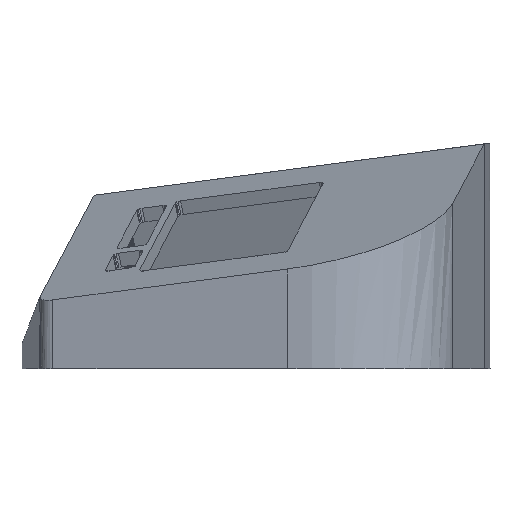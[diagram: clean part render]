
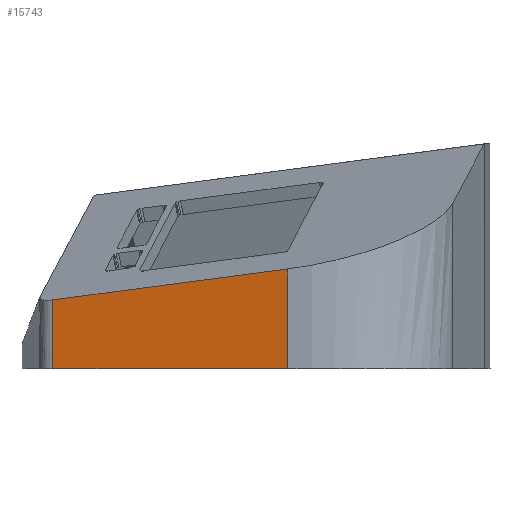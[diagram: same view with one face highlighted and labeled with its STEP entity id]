
A CAD part, left-side view. The second image highlights one B-rep face of the part: STEP entity #15743.
In plain terms, the highlighted planar face has unit normal (-0.974, 0.227, 0).
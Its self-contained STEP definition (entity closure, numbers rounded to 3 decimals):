
#74 = PLANE('',#75);
#75 = AXIS2_PLACEMENT_3D('',#76,#77,#78);
#76 = CARTESIAN_POINT('',(-400.,-321.738,42.054));
#77 = DIRECTION('',(0.,0.,1.));
#78 = DIRECTION('',(1.,0.,0.));
#4784 = VERTEX_POINT('',#4785);
#4785 = CARTESIAN_POINT('',(-191.219,25.612,
    42.054));
#4839 = SURFACE_OF_LINEAR_EXTRUSION('',#4840,#4845);
#4840 = CIRCLE('',#4841,10.);
#4841 = AXIS2_PLACEMENT_3D('',#4842,#4843,#4844);
#4842 = CARTESIAN_POINT('',(-181.926,23.877,
    -61.787));
#4843 = DIRECTION('',(0.293,-0.192,-0.937));
#4844 = DIRECTION('',(-0.929,0.173,-0.326));
#4845 = VECTOR('',#4846,1.);
#4846 = DIRECTION('',(0.,0.,1.));
#4874 = EDGE_CURVE('',#4784,#4875,#4877,.T.);
#4875 = VERTEX_POINT('',#4876);
#4876 = CARTESIAN_POINT('',(-225.201,-120.321,
    42.054));
#4877 = SURFACE_CURVE('',#4878,(#4882,#4888),.PCURVE_S1.);
#4878 = LINE('',#4879,#4880);
#4879 = CARTESIAN_POINT('',(-243.446,-198.672,
    42.054));
#4880 = VECTOR('',#4881,1.);
#4881 = DIRECTION('',(-0.227,-0.974,0.));
#4882 = PCURVE('',#74,#4883);
#4883 = DEFINITIONAL_REPRESENTATION('',(#4884),#4887);
#4884 = B_SPLINE_CURVE_WITH_KNOTS('',1,(#4885,#4886),.UNSPECIFIED.,.F.,
  .F.,(2,2),(-261.17,-55.33),.PIECEWISE_BEZIER_KNOTS.);
#4885 = CARTESIAN_POINT('',(215.786,377.432));
#4886 = CARTESIAN_POINT('',(169.103,176.955));
#4887 = ( GEOMETRIC_REPRESENTATION_CONTEXT(2) 
PARAMETRIC_REPRESENTATION_CONTEXT() REPRESENTATION_CONTEXT('2D SPACE',''
  ) );
#4888 = PCURVE('',#4889,#4894);
#4889 = PLANE('',#4890);
#4890 = AXIS2_PLACEMENT_3D('',#4891,#4892,#4893);
#4891 = CARTESIAN_POINT('',(-208.21,-47.355,
    19.558));
#4892 = DIRECTION('',(0.974,-0.227,0.));
#4893 = DIRECTION('',(0.225,0.966,-0.127));
#4894 = DEFINITIONAL_REPRESENTATION('',(#4895),#4898);
#4895 = B_SPLINE_CURVE_WITH_KNOTS('',1,(#4896,#4897),.UNSPECIFIED.,.F.,
  .F.,(2,2),(-261.17,-55.33),.PIECEWISE_BEZIER_KNOTS.);
#4896 = CARTESIAN_POINT('',(102.085,35.77));
#4897 = CARTESIAN_POINT('',(-102.085,9.591));
#4898 = ( GEOMETRIC_REPRESENTATION_CONTEXT(2) 
PARAMETRIC_REPRESENTATION_CONTEXT() REPRESENTATION_CONTEXT('2D SPACE',''
  ) );
#4962 = SURFACE_OF_LINEAR_EXTRUSION('',#4963,#4968);
#4963 = CIRCLE('',#4964,90.);
#4964 = AXIS2_PLACEMENT_3D('',#4965,#4966,#4967);
#4965 = CARTESIAN_POINT('',(-141.566,-135.932,
    -16.484));
#4966 = DIRECTION('',(0.293,-0.192,-0.937));
#4967 = DIRECTION('',(-0.225,-0.966,0.127));
#4968 = VECTOR('',#4969,1.);
#4969 = DIRECTION('',(0.,0.,1.));
#8520 = PLANE('',#8521);
#8521 = AXIS2_PLACEMENT_3D('',#8522,#8523,#8524);
#8522 = CARTESIAN_POINT('',(-115.718,-98.89,
    134.027));
#8523 = DIRECTION('',(0.293,-0.192,-0.937));
#8524 = DIRECTION('',(-0.954,0.,
    -0.299));
#15671 = EDGE_CURVE('',#4784,#15672,#15674,.T.);
#15672 = VERTEX_POINT('',#15673);
#15673 = CARTESIAN_POINT('',(-191.219,25.612,
    84.951));
#15674 = SURFACE_CURVE('',#15675,(#15679,#15685),.PCURVE_S1.);
#15675 = LINE('',#15676,#15677);
#15676 = CARTESIAN_POINT('',(-191.219,25.612,
    -65.049));
#15677 = VECTOR('',#15678,1.);
#15678 = DIRECTION('',(0.,0.,1.));
#15679 = PCURVE('',#4839,#15680);
#15680 = DEFINITIONAL_REPRESENTATION('',(#15681),#15684);
#15681 = B_SPLINE_CURVE_WITH_KNOTS('',1,(#15682,#15683),.UNSPECIFIED.,
  .F.,.F.,(2,2),(0.,150.),.PIECEWISE_BEZIER_KNOTS.);
#15682 = CARTESIAN_POINT('',(0.,0.));
#15683 = CARTESIAN_POINT('',(0.,150.));
#15684 = ( GEOMETRIC_REPRESENTATION_CONTEXT(2) 
PARAMETRIC_REPRESENTATION_CONTEXT() REPRESENTATION_CONTEXT('2D SPACE',''
  ) );
#15685 = PCURVE('',#4889,#15686);
#15686 = DEFINITIONAL_REPRESENTATION('',(#15687),#15691);
#15687 = LINE('',#15688,#15689);
#15688 = CARTESIAN_POINT('',(85.071,-74.391));
#15689 = VECTOR('',#15690,1.);
#15690 = DIRECTION('',(-0.127,0.992));
#15691 = ( GEOMETRIC_REPRESENTATION_CONTEXT(2) 
PARAMETRIC_REPRESENTATION_CONTEXT() REPRESENTATION_CONTEXT('2D SPACE',''
  ) );
#15743 = ADVANCED_FACE('',(#15744),#4889,.F.);
#15744 = FACE_BOUND('',#15745,.F.);
#15745 = EDGE_LOOP('',(#15746,#15769,#15770,#15771));
#15746 = ORIENTED_EDGE('',*,*,#15747,.F.);
#15747 = EDGE_CURVE('',#4875,#15748,#15750,.T.);
#15748 = VERTEX_POINT('',#15749);
#15749 = CARTESIAN_POINT('',(-225.201,-120.321,
    104.164));
#15750 = SURFACE_CURVE('',#15751,(#15755,#15762),.PCURVE_S1.);
#15751 = LINE('',#15752,#15753);
#15752 = CARTESIAN_POINT('',(-225.201,-120.321,
    -45.836));
#15753 = VECTOR('',#15754,1.);
#15754 = DIRECTION('',(0.,0.,1.));
#15755 = PCURVE('',#4889,#15756);
#15756 = DEFINITIONAL_REPRESENTATION('',(#15757),#15761);
#15757 = LINE('',#15758,#15759);
#15758 = CARTESIAN_POINT('',(-65.993,-74.391));
#15759 = VECTOR('',#15760,1.);
#15760 = DIRECTION('',(-0.127,0.992));
#15761 = ( GEOMETRIC_REPRESENTATION_CONTEXT(2) 
PARAMETRIC_REPRESENTATION_CONTEXT() REPRESENTATION_CONTEXT('2D SPACE',''
  ) );
#15762 = PCURVE('',#4962,#15763);
#15763 = DEFINITIONAL_REPRESENTATION('',(#15764),#15768);
#15764 = LINE('',#15765,#15766);
#15765 = CARTESIAN_POINT('',(1.571,0.));
#15766 = VECTOR('',#15767,1.);
#15767 = DIRECTION('',(0.,1.));
#15768 = ( GEOMETRIC_REPRESENTATION_CONTEXT(2) 
PARAMETRIC_REPRESENTATION_CONTEXT() REPRESENTATION_CONTEXT('2D SPACE',''
  ) );
#15769 = ORIENTED_EDGE('',*,*,#4874,.F.);
#15770 = ORIENTED_EDGE('',*,*,#15671,.T.);
#15771 = ORIENTED_EDGE('',*,*,#15772,.F.);
#15772 = EDGE_CURVE('',#15748,#15672,#15773,.T.);
#15773 = SURFACE_CURVE('',#15774,(#15778,#15785),.PCURVE_S1.);
#15774 = LINE('',#15775,#15776);
#15775 = CARTESIAN_POINT('',(-225.201,-120.321,
    104.164));
#15776 = VECTOR('',#15777,1.);
#15777 = DIRECTION('',(0.225,0.966,-0.127));
#15778 = PCURVE('',#4889,#15779);
#15779 = DEFINITIONAL_REPRESENTATION('',(#15780),#15784);
#15780 = LINE('',#15781,#15782);
#15781 = CARTESIAN_POINT('',(-85.071,74.391));
#15782 = VECTOR('',#15783,1.);
#15783 = DIRECTION('',(1.,0.));
#15784 = ( GEOMETRIC_REPRESENTATION_CONTEXT(2) 
PARAMETRIC_REPRESENTATION_CONTEXT() REPRESENTATION_CONTEXT('2D SPACE',''
  ) );
#15785 = PCURVE('',#8520,#15786);
#15786 = DEFINITIONAL_REPRESENTATION('',(#15787),#15791);
#15787 = LINE('',#15788,#15789);
#15788 = CARTESIAN_POINT('',(113.406,-21.835));
#15789 = VECTOR('',#15790,1.);
#15790 = DIRECTION('',(-0.177,0.984));
#15791 = ( GEOMETRIC_REPRESENTATION_CONTEXT(2) 
PARAMETRIC_REPRESENTATION_CONTEXT() REPRESENTATION_CONTEXT('2D SPACE',''
  ) );
